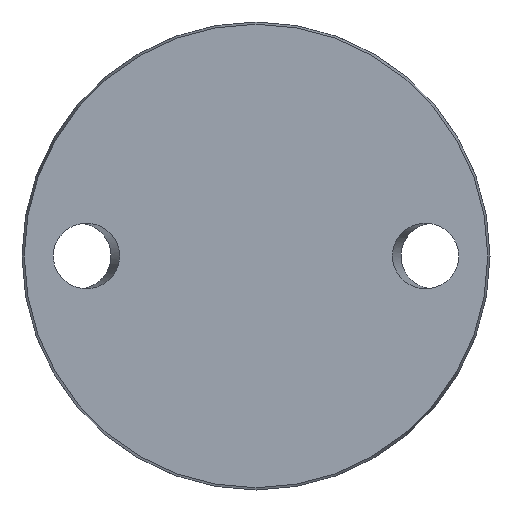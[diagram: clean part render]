
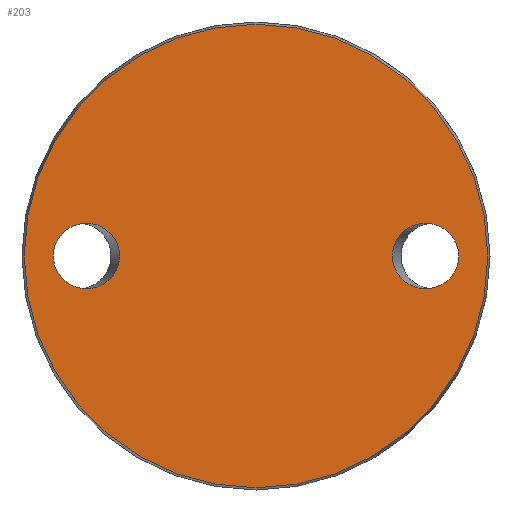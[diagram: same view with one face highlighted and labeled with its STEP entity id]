
A CAD part, front view. The second image highlights one B-rep face of the part: STEP entity #203.
In plain terms, the highlighted planar face has unit normal (0, -1, 0).
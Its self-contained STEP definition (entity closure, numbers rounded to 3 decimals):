
#39 = CARTESIAN_POINT ( 'NONE',  ( 0., 0., 0. ) ) ;
#57 =( BOUNDED_CURVE ( )  B_SPLINE_CURVE ( 3, ( #447, #361, #994, #273, #193, #922, #199 ),
 .UNSPECIFIED., .T., .T. ) 
 B_SPLINE_CURVE_WITH_KNOTS ( ( 4, 3, 4 ),
 ( 0., 3.142, 6.283 ),
 .UNSPECIFIED. ) 
 CURVE ( )  GEOMETRIC_REPRESENTATION_ITEM ( )  RATIONAL_B_SPLINE_CURVE ( ( 1., 0.333, 0.333, 1., 0.333, 0.333, 1. ) ) 
 REPRESENTATION_ITEM ( '' )  );
#125 = EDGE_LOOP ( 'NONE', ( #880 ) ) ;
#139 = CARTESIAN_POINT ( 'NONE',  ( 0., 0., -58.425 ) ) ;
#157 = EDGE_CURVE ( 'NONE', #696, #696, #409, .T. ) ;
#188 = FACE_BOUND ( 'NONE', #393, .T. ) ;
#193 = CARTESIAN_POINT ( 'NONE',  ( -34.385, 0., -16.5 ) ) ;
#199 = CARTESIAN_POINT ( 'NONE',  ( -51.115, 0., 0. ) ) ;
#201 = CARTESIAN_POINT ( 'NONE',  ( 51.115, 0., 16.5 ) ) ;
#203 = ADVANCED_FACE ( 'NONE', ( #912, #188, #512 ), #934, .F. ) ;
#205 = CARTESIAN_POINT ( 'NONE',  ( -58.425, 0., 0. ) ) ;
#250 = EDGE_LOOP ( 'NONE', ( #990 ) ) ;
#264 = AXIS2_PLACEMENT_3D ( 'NONE', #39, #354, #522 ) ;
#273 = CARTESIAN_POINT ( 'NONE',  ( -34.385, 0., 0. ) ) ;
#281 = CARTESIAN_POINT ( 'NONE',  ( 34.385, 0., -16.5 ) ) ;
#296 = CIRCLE ( 'NONE', #264, 58.425 ) ;
#354 = DIRECTION ( 'NONE',  ( 0., -1., 0. ) ) ;
#361 = CARTESIAN_POINT ( 'NONE',  ( -51.115, 0., 16.5 ) ) ;
#365 = CARTESIAN_POINT ( 'NONE',  ( 34.385, 0., 16.5 ) ) ;
#383 = AXIS2_PLACEMENT_3D ( 'NONE', #205, #462, #775 ) ;
#393 = EDGE_LOOP ( 'NONE', ( #721 ) ) ;
#409 =( BOUNDED_CURVE ( )  B_SPLINE_CURVE ( 3, ( #595, #281, #916, #924, #201, #365, #585 ),
 .UNSPECIFIED., .T., .F. ) 
 B_SPLINE_CURVE_WITH_KNOTS ( ( 4, 3, 4 ),
 ( 0., 3.142, 6.283 ),
 .UNSPECIFIED. ) 
 CURVE ( )  GEOMETRIC_REPRESENTATION_ITEM ( )  RATIONAL_B_SPLINE_CURVE ( ( 1., 0.333, 0.333, 1., 0.333, 0.333, 1. ) ) 
 REPRESENTATION_ITEM ( '' )  );
#447 = CARTESIAN_POINT ( 'NONE',  ( -51.115, 0., 0. ) ) ;
#462 = DIRECTION ( 'NONE',  ( 0., 1., 0. ) ) ;
#512 = FACE_OUTER_BOUND ( 'NONE', #250, .T. ) ;
#522 = DIRECTION ( 'NONE',  ( 0., 0., -1. ) ) ;
#531 = EDGE_CURVE ( 'NONE', #719, #719, #296, .T. ) ;
#539 = CARTESIAN_POINT ( 'NONE',  ( -51.115, 0., 0. ) ) ;
#585 = CARTESIAN_POINT ( 'NONE',  ( 34.385, 0., 0. ) ) ;
#595 = CARTESIAN_POINT ( 'NONE',  ( 34.385, 0., 0. ) ) ;
#696 = VERTEX_POINT ( 'NONE', #939 ) ;
#719 = VERTEX_POINT ( 'NONE', #139 ) ;
#721 = ORIENTED_EDGE ( 'NONE', *, *, #157, .F. ) ;
#775 = DIRECTION ( 'NONE',  ( 0., 0., 1. ) ) ;
#778 = VERTEX_POINT ( 'NONE', #539 ) ;
#880 = ORIENTED_EDGE ( 'NONE', *, *, #1013, .T. ) ;
#912 = FACE_BOUND ( 'NONE', #125, .T. ) ;
#916 = CARTESIAN_POINT ( 'NONE',  ( 51.115, 0., -16.5 ) ) ;
#922 = CARTESIAN_POINT ( 'NONE',  ( -51.115, 0., -16.5 ) ) ;
#924 = CARTESIAN_POINT ( 'NONE',  ( 51.115, 0., 0. ) ) ;
#934 = PLANE ( 'NONE',  #383 ) ;
#939 = CARTESIAN_POINT ( 'NONE',  ( 34.385, 0., 0. ) ) ;
#990 = ORIENTED_EDGE ( 'NONE', *, *, #531, .T. ) ;
#994 = CARTESIAN_POINT ( 'NONE',  ( -34.385, 0., 16.5 ) ) ;
#1013 = EDGE_CURVE ( 'NONE', #778, #778, #57, .T. ) ;
